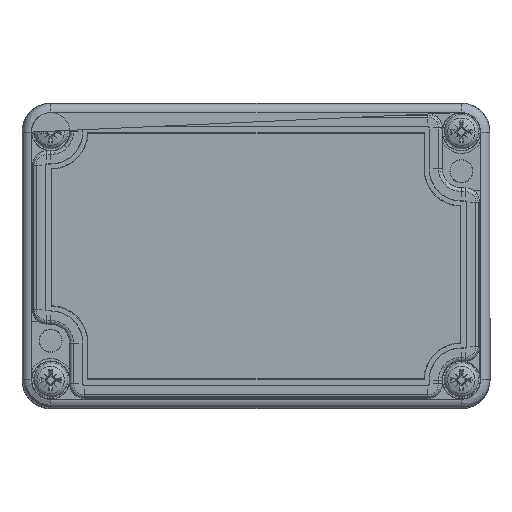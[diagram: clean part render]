
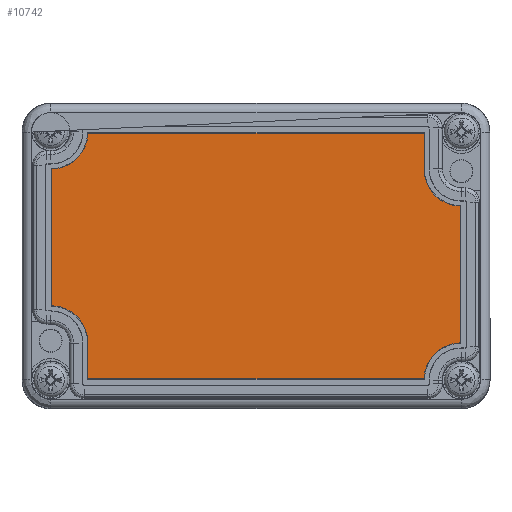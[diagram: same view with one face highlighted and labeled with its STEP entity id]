
A CAD part, top view. The second image highlights one B-rep face of the part: STEP entity #10742.
In plain terms, the highlighted face is planar.
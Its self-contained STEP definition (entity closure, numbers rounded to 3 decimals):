
#10341=CARTESIAN_POINT('',(6.255,38.529,-6.25));
#10342=VERTEX_POINT('',#10341);
#10343=CARTESIAN_POINT('',(13.805,46.277,-6.25));
#10344=VERTEX_POINT('',#10343);
#10345=CARTESIAN_POINT('',(6.054,46.277,-6.25));
#10346=DIRECTION('',(0.0,0.0,-1.0));
#10347=DIRECTION('',(0.707,-0.707,0.0));
#10348=AXIS2_PLACEMENT_3D('',#10345,#10346,#10347);
#10349=ELLIPSE('',#10348,7.751,7.75);
#10350=EDGE_CURVE('',#10342,#10344,#10349,.F.);
#10501=CARTESIAN_POINT('',(84.195,53.829,-6.25));
#10502=VERTEX_POINT('',#10501);
#10509=CARTESIAN_POINT('',(91.745,46.279,-6.25));
#10510=VERTEX_POINT('',#10509);
#10511=CARTESIAN_POINT('',(91.943,54.027,-6.25));
#10512=DIRECTION('',(0.0,0.0,-1.0));
#10513=DIRECTION('',(-0.707,-0.707,0.0));
#10514=AXIS2_PLACEMENT_3D('',#10511,#10512,#10513);
#10515=ELLIPSE('',#10514,7.751,7.75);
#10516=EDGE_CURVE('',#10502,#10510,#10515,.F.);
#10542=CARTESIAN_POINT('',(13.805,2.339,-6.25));
#10543=VERTEX_POINT('',#10542);
#10550=CARTESIAN_POINT('',(6.255,9.889,-6.25));
#10551=VERTEX_POINT('',#10550);
#10552=CARTESIAN_POINT('',(6.057,2.141,-6.25));
#10553=DIRECTION('',(0.0,0.0,-1.0));
#10554=DIRECTION('',(0.707,0.707,0.0));
#10555=AXIS2_PLACEMENT_3D('',#10552,#10553,#10554);
#10556=ELLIPSE('',#10555,7.751,7.75);
#10557=EDGE_CURVE('',#10543,#10551,#10556,.F.);
#10582=CARTESIAN_POINT('',(91.745,17.639,-6.25));
#10583=VERTEX_POINT('',#10582);
#10584=CARTESIAN_POINT('',(84.195,9.891,-6.25));
#10585=VERTEX_POINT('',#10584);
#10586=CARTESIAN_POINT('',(91.946,9.891,-6.25));
#10587=DIRECTION('',(0.0,0.0,-1.0));
#10588=DIRECTION('',(-0.707,0.707,0.0));
#10589=AXIS2_PLACEMENT_3D('',#10586,#10587,#10588);
#10590=ELLIPSE('',#10589,7.751,7.75);
#10591=EDGE_CURVE('',#10583,#10585,#10590,.F.);
#10615=CARTESIAN_POINT('',(84.195,2.339,-6.25));
#10616=VERTEX_POINT('',#10615);
#10617=CARTESIAN_POINT('',(84.195,2.339,-6.25));
#10618=DIRECTION('',(0.0,1.0,0.0));
#10619=VECTOR('',#10618,7.553);
#10620=LINE('',#10617,#10619);
#10621=EDGE_CURVE('',#10616,#10585,#10620,.T.);
#10638=CARTESIAN_POINT('',(13.805,2.339,-6.25));
#10639=DIRECTION('',(1.0,0.0,0.0));
#10640=VECTOR('',#10639,70.391);
#10641=LINE('',#10638,#10640);
#10642=EDGE_CURVE('',#10543,#10616,#10641,.T.);
#10655=CARTESIAN_POINT('',(91.745,17.639,-6.25));
#10656=DIRECTION('',(0.0,1.0,0.0));
#10657=VECTOR('',#10656,28.641);
#10658=LINE('',#10655,#10657);
#10659=EDGE_CURVE('',#10583,#10510,#10658,.T.);
#10672=CARTESIAN_POINT('',(13.805,53.829,-6.25));
#10673=VERTEX_POINT('',#10672);
#10674=CARTESIAN_POINT('',(84.195,53.829,-6.25));
#10675=DIRECTION('',(-1.0,0.0,0.0));
#10676=VECTOR('',#10675,70.391);
#10677=LINE('',#10674,#10676);
#10678=EDGE_CURVE('',#10502,#10673,#10677,.T.);
#10697=CARTESIAN_POINT('',(13.805,53.829,-6.25));
#10698=DIRECTION('',(0.0,-1.0,0.0));
#10699=VECTOR('',#10698,7.553);
#10700=LINE('',#10697,#10699);
#10701=EDGE_CURVE('',#10673,#10344,#10700,.T.);
#10713=CARTESIAN_POINT('',(6.255,38.529,-6.25));
#10714=DIRECTION('',(0.0,-1.0,0.0));
#10715=VECTOR('',#10714,28.641);
#10716=LINE('',#10713,#10715);
#10717=EDGE_CURVE('',#10342,#10551,#10716,.T.);
#10725=CARTESIAN_POINT('',(49.,28.084,-6.25));
#10726=DIRECTION('',(0.0,0.0,1.0));
#10727=DIRECTION('',(1.0,0.0,0.0));
#10728=AXIS2_PLACEMENT_3D('',#10725,#10726,#10727);
#10729=PLANE('',#10728);
#10730=ORIENTED_EDGE('',*,*,#10642,.T.);
#10731=ORIENTED_EDGE('',*,*,#10621,.T.);
#10732=ORIENTED_EDGE('',*,*,#10591,.F.);
#10733=ORIENTED_EDGE('',*,*,#10659,.T.);
#10734=ORIENTED_EDGE('',*,*,#10516,.F.);
#10735=ORIENTED_EDGE('',*,*,#10678,.T.);
#10736=ORIENTED_EDGE('',*,*,#10701,.T.);
#10737=ORIENTED_EDGE('',*,*,#10350,.F.);
#10738=ORIENTED_EDGE('',*,*,#10717,.T.);
#10739=ORIENTED_EDGE('',*,*,#10557,.F.);
#10740=EDGE_LOOP('',(#10730,#10731,#10732,#10733,#10734,#10735,#10736,#10737,#10738,#10739));
#10741=FACE_OUTER_BOUND('',#10740,.T.);
#10742=ADVANCED_FACE('',(#10741),#10729,.T.);
